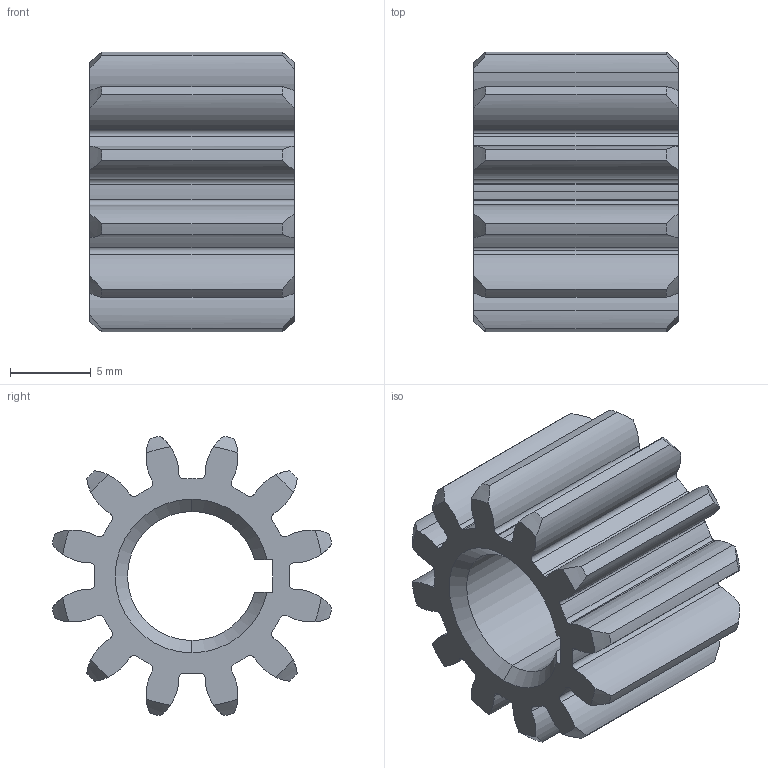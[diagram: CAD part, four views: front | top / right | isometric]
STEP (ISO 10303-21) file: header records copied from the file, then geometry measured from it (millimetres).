
FILE_DESCRIPTION (( 'STEP AP214' ), '1' );
FILE_NAME ('am-0741 12T 20DP 8mm Key 500FW Gear REV 3.STEP', '2023-02-16T19:35:41', ( '' ), ( '' ), 'SwSTEP 2.0', 'SolidWorks 2022', '' );
FILE_SCHEMA (( 'AUTOMOTIVE_DESIGN' ));
Length unit declared in the file: inch
Products named in the file (1): am-0741 12T 20DP 8mm Key 500FW Gear REV 3
Bounding box: 12.7 x 17.34 x 17.34 mm (x, y, z)
Volume: 1478.8 mm3; surface area: 1771.5 mm2
Topology: 1 solids, 1 shells, 119 faces, 347 edges, 230 vertices
Faces by surface type: cylinder 84, cone 30, plane 5
Entity records: 4143 total; most frequent: CARTESIAN_POINT 853, DIRECTION 733, ORIENTED_EDGE 694, EDGE_CURVE 347, AXIS2_PLACEMENT_3D 318, VERTEX_POINT 230, CIRCLE 198, EDGE_LOOP 121
